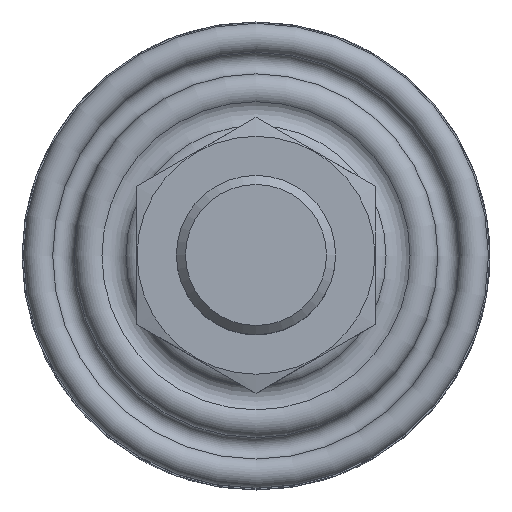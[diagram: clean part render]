
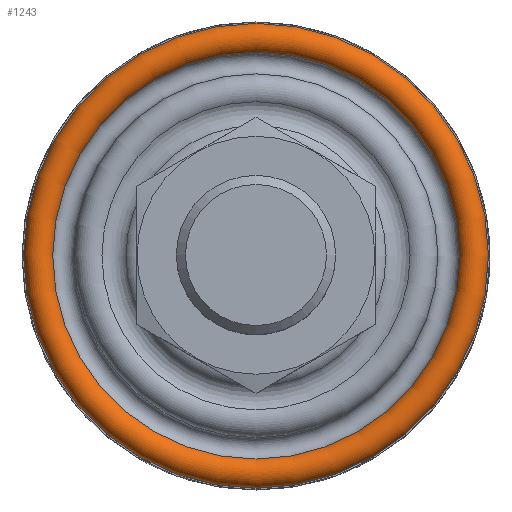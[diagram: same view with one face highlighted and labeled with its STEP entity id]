
A CAD part, top view. The second image highlights one B-rep face of the part: STEP entity #1243.
In plain terms, the highlighted toroidal (fillet/blend) face has major radius 21.85 mm and minor radius 1.5 mm.
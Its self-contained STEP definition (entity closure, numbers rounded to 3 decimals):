
#77=TOROIDAL_SURFACE('',#1345,21.85,1.5);
#311=ORIENTED_EDGE('',*,*,#474,.T.);
#312=ORIENTED_EDGE('',*,*,#411,.F.);
#411=EDGE_CURVE('',#524,#524,#610,.T.);
#474=EDGE_CURVE('',#572,#572,#637,.T.);
#524=VERTEX_POINT('',#1658);
#572=VERTEX_POINT('',#1894);
#610=CIRCLE('',#1284,23.35);
#637=CIRCLE('',#1344,20.421);
#707=EDGE_LOOP('',(#311));
#708=EDGE_LOOP('',(#312));
#802=FACE_BOUND('',#707,.T.);
#803=FACE_BOUND('',#708,.T.);
#1243=ADVANCED_FACE('',(#802,#803),#77,.T.);
#1284=AXIS2_PLACEMENT_3D('',#1657,#1399,#1400);
#1344=AXIS2_PLACEMENT_3D('',#1893,#1539,#1540);
#1345=AXIS2_PLACEMENT_3D('',#1895,#1541,#1542);
#1399=DIRECTION('',(0.,0.,-1.));
#1400=DIRECTION('',(-1.,0.,0.));
#1539=DIRECTION('',(0.,0.,-1.));
#1540=DIRECTION('',(-1.,0.,0.));
#1541=DIRECTION('',(0.,0.,-1.));
#1542=DIRECTION('',(-1.,0.,0.));
#1657=CARTESIAN_POINT('',(0.,0.,85.8));
#1658=CARTESIAN_POINT('',(-23.35,0.,85.8));
#1893=CARTESIAN_POINT('',(0.,0.,86.256));
#1894=CARTESIAN_POINT('',(-20.421,0.,86.256));
#1895=CARTESIAN_POINT('',(0.,0.,85.8));
